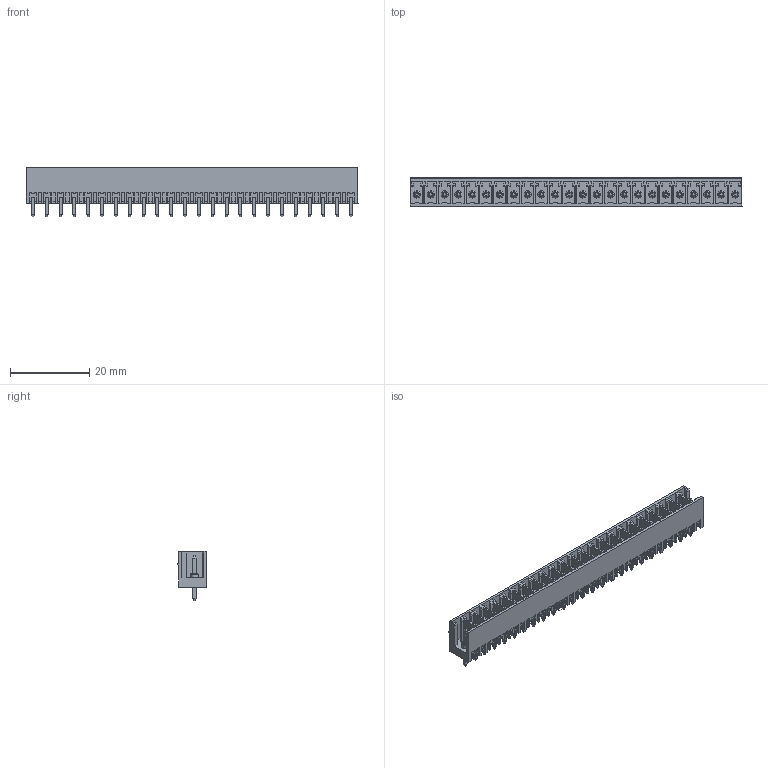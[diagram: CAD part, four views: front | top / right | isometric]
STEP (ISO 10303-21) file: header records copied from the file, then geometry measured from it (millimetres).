
FILE_DESCRIPTION(('STEP AP214'),'1');
FILE_NAME('PV24-3,5-V.stp','2018-11-29T09:54:54',(' '),(' '),'Spatial InterOp 3D',' ',' ');
FILE_SCHEMA(('AUTOMOTIVE_DESIGN { 1 0 10303 214 1 1 1 1 }'));
Length unit declared in the file: metre
Products named in the file (1): 1
Bounding box: 84 x 7.25 x 12.6 mm (x, y, z)
Volume: 2759 mm3; surface area: 7197.9 mm2
Topology: 1 solids, 1 shells, 1611 faces, 4185 edges, 2646 vertices
Faces by surface type: plane 1490, cylinder 73, torus 24, cone 24
Full cylindrical faces by diameter (mm): 1.8 x24
Entity records: 60314 total; most frequent: CARTESIAN_POINT 8491, ORIENTED_EDGE 8226, DIRECTION 7483, EDGE_CURVE 4113, LINE 3871, VECTOR 3871, VERTEX_POINT 2622, AXIS2_PLACEMENT_3D 1806
